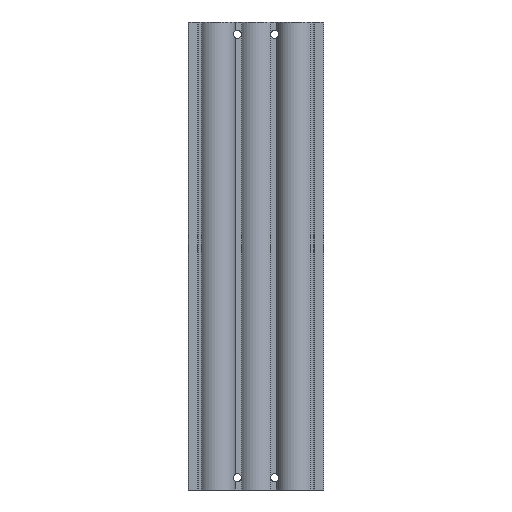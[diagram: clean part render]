
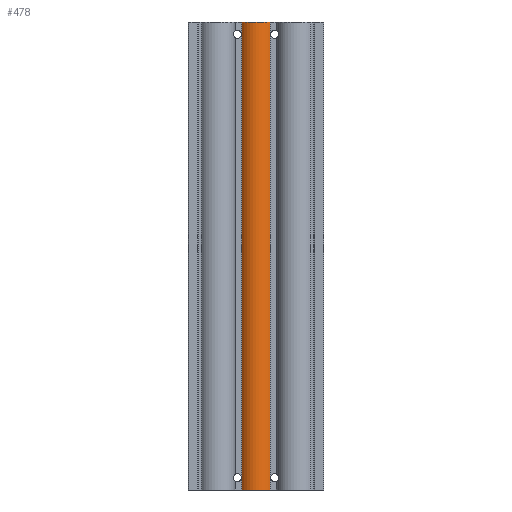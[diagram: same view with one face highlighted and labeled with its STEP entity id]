
A CAD part, front view. The second image highlights one B-rep face of the part: STEP entity #478.
In plain terms, the highlighted cylindrical face has radius 10 mm (diameter 20 mm), a partial arc.
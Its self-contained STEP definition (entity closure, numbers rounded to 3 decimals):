
#478 = ADVANCED_FACE ( 'NONE', ( #13414 ), #13415, .T. ) ;
#738 = EDGE_CURVE ( 'NONE', #2948, #2949, #13841, .T. ) ;
#739 = EDGE_CURVE ( 'NONE', #2948, #2950, #13840, .T. ) ;
#740 = EDGE_CURVE ( 'NONE', #2950, #2951, #13844, .T. ) ;
#741 = EDGE_CURVE ( 'NONE', #2951, #2949, #13843, .T. ) ;
#1551 = ORIENTED_EDGE ( 'NONE', *, *, #740, .T. ) ;
#1553 = ORIENTED_EDGE ( 'NONE', *, *, #741, .T. ) ;
#1808 = ORIENTED_EDGE ( 'NONE', *, *, #738, .F. ) ;
#1810 = ORIENTED_EDGE ( 'NONE', *, *, #739, .T. ) ;
#2480 = EDGE_LOOP ( 'NONE', ( #1808, #1810, #1551, #1553 ) ) ;
#2948 = VERTEX_POINT ( 'NONE', #8443 ) ;
#2949 = VERTEX_POINT ( 'NONE', #8444 ) ;
#2950 = VERTEX_POINT ( 'NONE', #8445 ) ;
#2951 = VERTEX_POINT ( 'NONE', #8446 ) ;
#3595 = CARTESIAN_POINT ( 'NONE',  ( 0., 0., -249. ) ) ;
#3596 = DIRECTION ( 'NONE',  ( 0., 0., 1. ) ) ;
#3598 = DIRECTION ( 'NONE',  ( 1., 0., 0. ) ) ;
#4503 = CARTESIAN_POINT ( 'NONE',  ( 0., 0., 0. ) ) ;
#4504 = DIRECTION ( 'NONE',  ( 0., 0., 1. ) ) ;
#4505 = DIRECTION ( 'NONE',  ( 1., 0., 0. ) ) ;
#4506 = CARTESIAN_POINT ( 'NONE',  ( -7.511, -6.602, -249. ) ) ;
#4507 = DIRECTION ( 'NONE',  ( 0., 0., -1. ) ) ;
#4508 = CARTESIAN_POINT ( 'NONE',  ( 0., 0., -249. ) ) ;
#4509 = DIRECTION ( 'NONE',  ( 0., 0., 1. ) ) ;
#4510 = DIRECTION ( 'NONE',  ( 1., 0., 0. ) ) ;
#4511 = CARTESIAN_POINT ( 'NONE',  ( 7.511, -6.602, -249. ) ) ;
#4512 = DIRECTION ( 'NONE',  ( 0., 0., 1. ) ) ;
#8443 = CARTESIAN_POINT ( 'NONE',  ( -7.511, -6.602, 0. ) ) ;
#8444 = CARTESIAN_POINT ( 'NONE',  ( 7.511, -6.602, 0. ) ) ;
#8445 = CARTESIAN_POINT ( 'NONE',  ( -7.511, -6.602, -249. ) ) ;
#8446 = CARTESIAN_POINT ( 'NONE',  ( 7.511, -6.602, -249. ) ) ;
#12919 = AXIS2_PLACEMENT_3D ( 'NONE', #3595, #3596, #3598 ) ;
#13128 = AXIS2_PLACEMENT_3D ( 'NONE', #4503, #4504, #4505 ) ;
#13129 = AXIS2_PLACEMENT_3D ( 'NONE', #4508, #4509, #4510 ) ;
#13414 = FACE_OUTER_BOUND ( 'NONE', #2480, .T. ) ;
#13415 = CYLINDRICAL_SURFACE ( 'NONE', #12919, 10. ) ;
#13840 = LINE ( 'NONE', #4506, #13842 ) ;
#13841 = CIRCLE ( 'NONE', #13128, 10. ) ;
#13842 = VECTOR ( 'NONE', #4507, 1000. ) ;
#13843 = LINE ( 'NONE', #4511, #13845 ) ;
#13844 = CIRCLE ( 'NONE', #13129, 10. ) ;
#13845 = VECTOR ( 'NONE', #4512, 1000. ) ;
